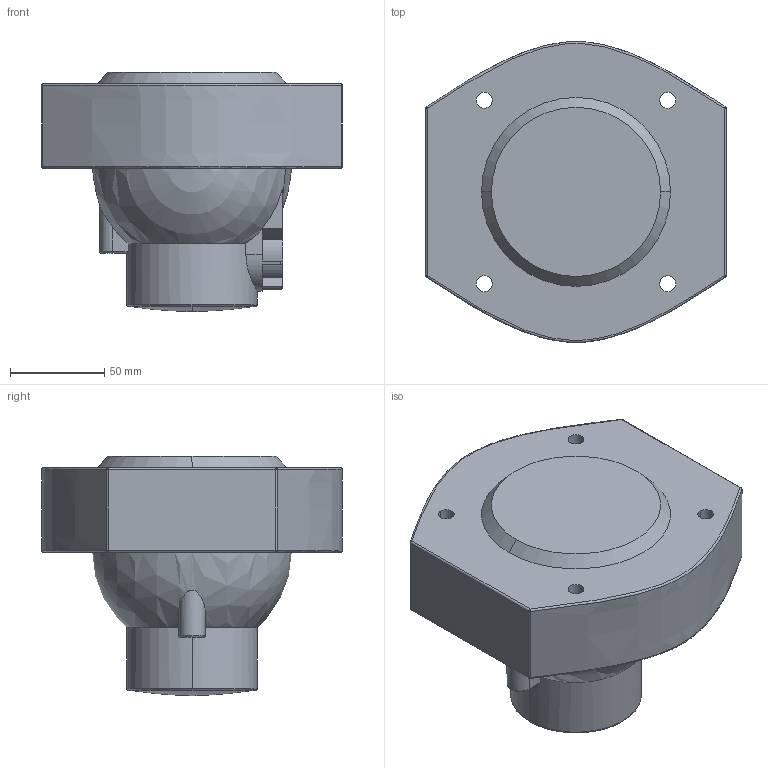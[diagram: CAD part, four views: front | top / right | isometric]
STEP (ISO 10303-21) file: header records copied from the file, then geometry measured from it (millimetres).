
FILE_DESCRIPTION((''),'2;1');
FILE_NAME('PRT0002_SW0001','2012-03-16T',('dhelisch'),(''),'PRO/ENGINEER BY PARAMETRIC TECHNOLOGY CORPORATION, 2007250','PRO/ENGINEER BY PARAMETRIC TECHNOLOGY CORPORATION, 2007250','');
FILE_SCHEMA(('CONFIG_CONTROL_DESIGN'));
Length unit declared in the file: millimetre
Products named in the file (1): PRT0002_SW0001
Bounding box: 160 x 160 x 127.18 mm (x, y, z)
Surface area: 90182.5 mm2 (no closed solid volume)
Topology: 0 solids, 1 shells, 89 faces, 227 edges, 140 vertices
Faces by surface type: plane 32, cylinder 31, sphere 9, torus 7, bspline 4, cone 2, extrusion 2, revolution 2
Entity records: 4121 total; most frequent: CARTESIAN_POINT 1197, DIRECTION 470, ORIENTED_EDGE 444, EDGE_CURVE 225, AXIS2_PLACEMENT_3D 185, VERTEX_POINT 140, CIRCLE 104, EDGE_LOOP 101
